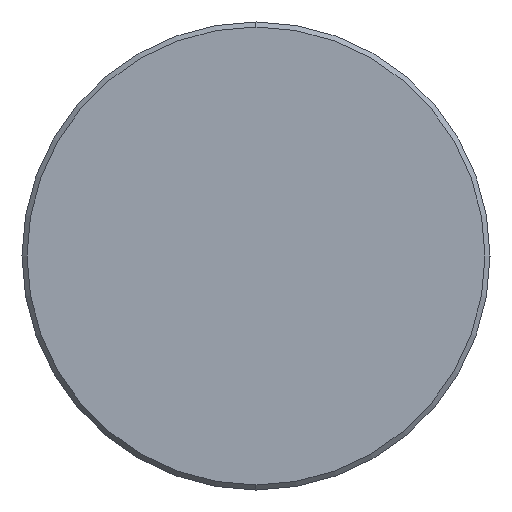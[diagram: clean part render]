
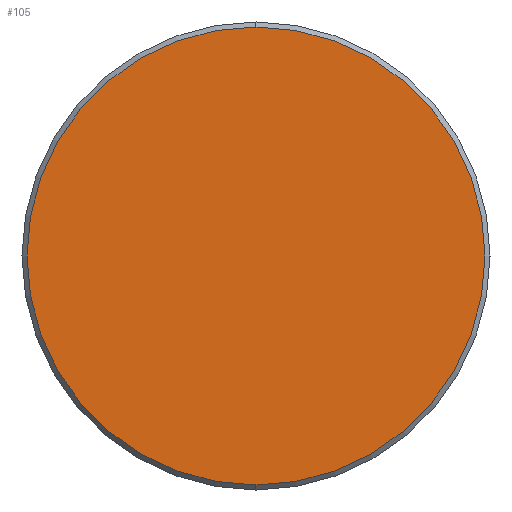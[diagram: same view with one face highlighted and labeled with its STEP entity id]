
A CAD part, left-side view. The second image highlights one B-rep face of the part: STEP entity #105.
In plain terms, the highlighted planar face has unit normal (-1, 0, 0).
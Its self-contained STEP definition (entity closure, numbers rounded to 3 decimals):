
#11 = ORIENTED_EDGE ( 'NONE', *, *, #623, .T. ) ;
#51 = ORIENTED_EDGE ( 'NONE', *, *, #231, .T. ) ;
#81 = FACE_OUTER_BOUND ( 'NONE', #577, .T. ) ;
#105 = ADVANCED_FACE ( 'NONE', ( #81 ), #261, .F. ) ;
#123 = AXIS2_PLACEMENT_3D ( 'NONE', #710, #778, #716 ) ;
#128 = AXIS2_PLACEMENT_3D ( 'NONE', #322, #447, #773 ) ;
#141 = DIRECTION ( 'NONE',  ( 0., 0., -1. ) ) ;
#218 = CIRCLE ( 'NONE', #128, 13.7 ) ;
#231 = EDGE_CURVE ( 'NONE', #262, #777, #390, .T. ) ;
#261 = PLANE ( 'NONE',  #546 ) ;
#262 = VERTEX_POINT ( 'NONE', #535 ) ;
#322 = CARTESIAN_POINT ( 'NONE',  ( 0., 0., 0. ) ) ;
#326 = DIRECTION ( 'NONE',  ( 1., 0., 0. ) ) ;
#390 = CIRCLE ( 'NONE', #123, 13.7 ) ;
#447 = DIRECTION ( 'NONE',  ( -1., 0., 0. ) ) ;
#529 = CARTESIAN_POINT ( 'NONE',  ( 0., 0., 0. ) ) ;
#535 = CARTESIAN_POINT ( 'NONE',  ( 0., 0., 13.7 ) ) ;
#546 = AXIS2_PLACEMENT_3D ( 'NONE', #529, #326, #141 ) ;
#577 = EDGE_LOOP ( 'NONE', ( #11, #51 ) ) ;
#599 = CARTESIAN_POINT ( 'NONE',  ( 0., 0., -13.7 ) ) ;
#623 = EDGE_CURVE ( 'NONE', #777, #262, #218, .T. ) ;
#710 = CARTESIAN_POINT ( 'NONE',  ( 0., 0., 0. ) ) ;
#716 = DIRECTION ( 'NONE',  ( 0., 0., 1. ) ) ;
#773 = DIRECTION ( 'NONE',  ( 0., 0., 1. ) ) ;
#777 = VERTEX_POINT ( 'NONE', #599 ) ;
#778 = DIRECTION ( 'NONE',  ( -1., 0., 0. ) ) ;
